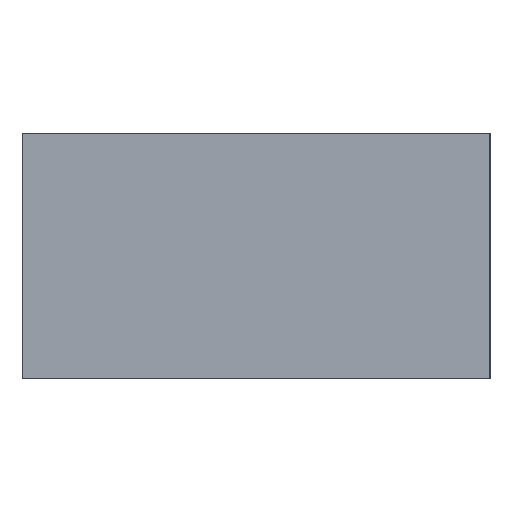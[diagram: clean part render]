
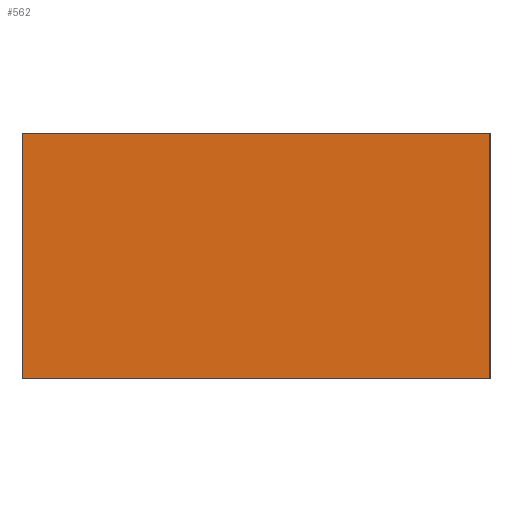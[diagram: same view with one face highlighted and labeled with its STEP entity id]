
A CAD part, left-side view. The second image highlights one B-rep face of the part: STEP entity #562.
In plain terms, the highlighted planar face has unit normal (-1, 0, 0).
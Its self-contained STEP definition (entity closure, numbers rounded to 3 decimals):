
#109 = DIRECTION ( 'NONE',  ( -1., 0., 0. ) ) ;
#113 = DIRECTION ( 'NONE',  ( 0., -1., 0. ) ) ;
#184 = EDGE_CURVE ( 'NONE', #653, #588, #406, .T. ) ;
#215 = AXIS2_PLACEMENT_3D ( 'NONE', #807, #109, #585 ) ;
#249 = DIRECTION ( 'NONE',  ( 0., 0., -1. ) ) ;
#262 = VECTOR ( 'NONE', #607, 1000. ) ;
#272 = PLANE ( 'NONE',  #215 ) ;
#289 = LINE ( 'NONE', #740, #262 ) ;
#314 = VECTOR ( 'NONE', #113, 1000. ) ;
#325 = VECTOR ( 'NONE', #249, 1000. ) ;
#326 = LINE ( 'NONE', #402, #314 ) ;
#327 = LINE ( 'NONE', #801, #325 ) ;
#341 = VERTEX_POINT ( 'NONE', #725 ) ;
#369 = FACE_OUTER_BOUND ( 'NONE', #555, .T. ) ;
#402 = CARTESIAN_POINT ( 'NONE',  ( -1.651, -0.8, 0.838 ) ) ;
#404 = VECTOR ( 'NONE', #753, 1000. ) ;
#406 = LINE ( 'NONE', #748, #404 ) ;
#480 = VERTEX_POINT ( 'NONE', #736 ) ;
#555 = EDGE_LOOP ( 'NONE', ( #623, #622, #660, #674 ) ) ;
#562 = ADVANCED_FACE ( 'NONE', ( #369 ), #272, .T. ) ;
#581 = CARTESIAN_POINT ( 'NONE',  ( -1.651, -0.8, 0. ) ) ;
#585 = DIRECTION ( 'NONE',  ( 0., 0., 1. ) ) ;
#588 = VERTEX_POINT ( 'NONE', #731 ) ;
#607 = DIRECTION ( 'NONE',  ( 0., 0., 1. ) ) ;
#622 = ORIENTED_EDGE ( 'NONE', *, *, #749, .F. ) ;
#623 = ORIENTED_EDGE ( 'NONE', *, *, #719, .F. ) ;
#653 = VERTEX_POINT ( 'NONE', #581 ) ;
#660 = ORIENTED_EDGE ( 'NONE', *, *, #184, .F. ) ;
#674 = ORIENTED_EDGE ( 'NONE', *, *, #701, .F. ) ;
#701 = EDGE_CURVE ( 'NONE', #341, #653, #327, .T. ) ;
#719 = EDGE_CURVE ( 'NONE', #480, #341, #326, .T. ) ;
#725 = CARTESIAN_POINT ( 'NONE',  ( -1.651, -0.8, 0.838 ) ) ;
#731 = CARTESIAN_POINT ( 'NONE',  ( -1.651, 0.8, 0. ) ) ;
#736 = CARTESIAN_POINT ( 'NONE',  ( -1.651, 0.8, 0.838 ) ) ;
#740 = CARTESIAN_POINT ( 'NONE',  ( -1.651, 0.8, 0. ) ) ;
#748 = CARTESIAN_POINT ( 'NONE',  ( -1.651, 0.8, 0. ) ) ;
#749 = EDGE_CURVE ( 'NONE', #588, #480, #289, .T. ) ;
#753 = DIRECTION ( 'NONE',  ( 0., 1., 0. ) ) ;
#801 = CARTESIAN_POINT ( 'NONE',  ( -1.651, -0.8, 0. ) ) ;
#807 = CARTESIAN_POINT ( 'NONE',  ( -1.651, 0.8, 0. ) ) ;
